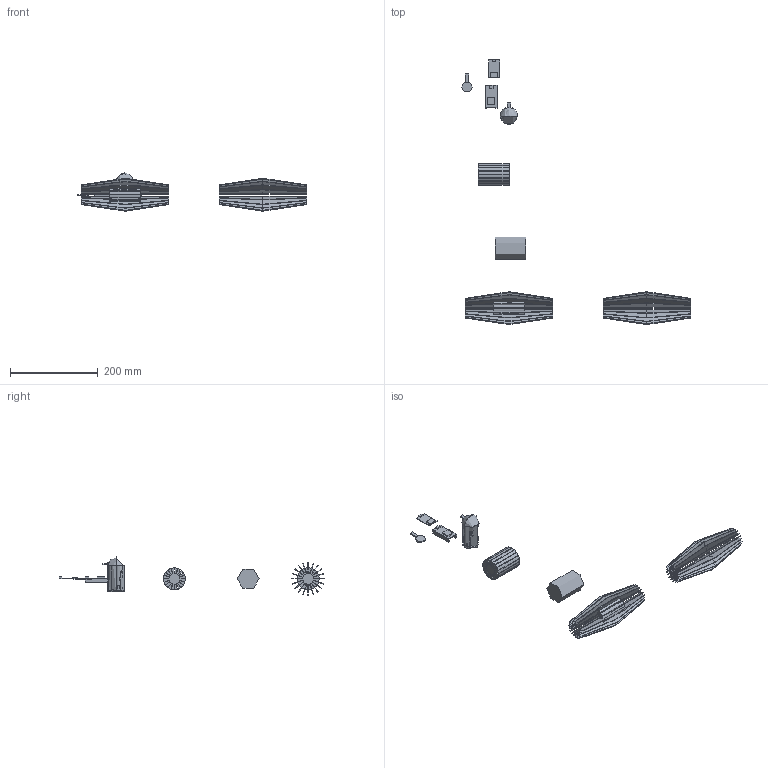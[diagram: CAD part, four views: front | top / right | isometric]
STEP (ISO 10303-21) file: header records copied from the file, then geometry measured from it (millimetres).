
FILE_DESCRIPTION(/* description */ (''),/* implementation_level */ '2;1');
FILE_NAME(/* name */ 'structure_v1',/* time_stamp */ '2025-06-22T00:35:57+02:00',/* author */ (''),/* organization */ (''),/* preprocessor_version */ 'ST-DEVELOPER v19.2',/* originating_system */ 'Rhino 8.12',/* authorisation */ '');
FILE_SCHEMA (('CONFIG_CONTROL_DESIGN'));
Length unit declared in the file: millimetre
Products named in the file (1): Document
Bounding box: 523.61 x 605.48 x 87.5 mm (x, y, z)
Volume: 554593.7 mm3; surface area: 455103 mm2
Topology: 86 solids, 86 shells, 705 faces, 1622 edges, 1081 vertices
Faces by surface type: plane 642, cylinder 59, bspline 4
Entity records: 17939 total; most frequent: CARTESIAN_POINT 5563, ORIENTED_EDGE 3194, EDGE_CURVE 1597, B_SPLINE_CURVE_WITH_KNOTS 1442, VERTEX_POINT 1064, DIRECTION 947, AXIS2_PLACEMENT_3D 812, EDGE_LOOP 707
